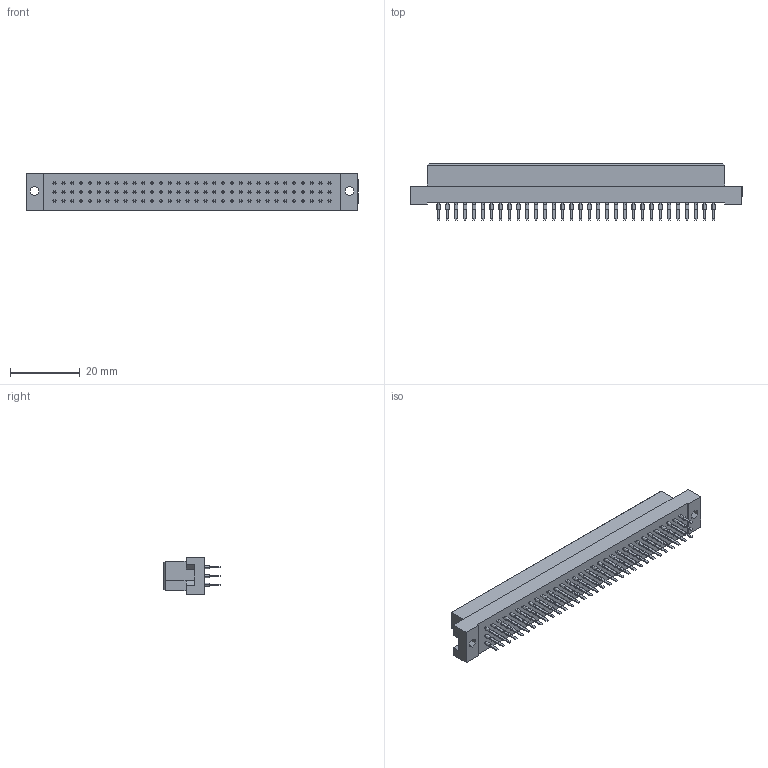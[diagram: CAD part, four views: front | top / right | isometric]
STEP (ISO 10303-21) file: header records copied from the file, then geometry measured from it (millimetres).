
FILE_DESCRIPTION (( 'STEP AP203' ), '1' );
FILE_NAME ('496-196-670-311.STEP', '2019-11-12T15:29:23', ( '' ), ( '' ), 'SwSTEP 2.0', 'SolidWorks 2020', '' );
FILE_SCHEMA (( 'CONFIG_CONTROL_DESIGN' ));
Length unit declared in the file: millimetre
Products named in the file (3): 496-290_70; 496 Part_96; 496-196-670-311
Assembly tree (97 placements, depth 2):
  496-196-670-311
    496 Part_96
    496-290_70  x96
Bounding box: 95 x 16.2 x 10.6 mm (x, y, z)
Volume: 254.7 mm3
Topology: 96 solids, 100 shells, 3018 faces, 6830 edges, 4296 vertices
Faces by surface type: plane 2822, cylinder 196
Entity records: 40999 total; most frequent: CARTESIAN_POINT 6644, ORIENTED_EDGE 6444, DIRECTION 6048, EDGE_CURVE 3222, LINE 3208, VECTOR 3208, VERTEX_POINT 2016, EDGE_LOOP 1602
